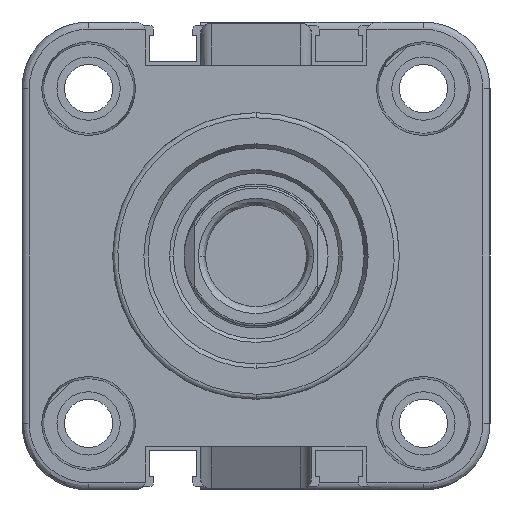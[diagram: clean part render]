
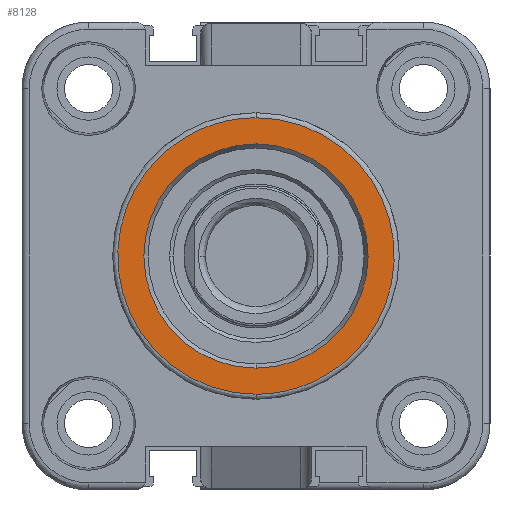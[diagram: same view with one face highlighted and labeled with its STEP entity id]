
A CAD part, front view. The second image highlights one B-rep face of the part: STEP entity #8128.
In plain terms, the highlighted face is planar.
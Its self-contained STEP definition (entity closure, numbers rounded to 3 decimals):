
#1909 = CARTESIAN_POINT ( 'NONE',  ( 274.95, 214.438, 288.466 ) ) ;
#1973 = EDGE_CURVE ( 'NONE', #11802, #13590, #9970, .T. ) ;
#2631 = EDGE_LOOP ( 'NONE', ( #3551, #5350 ) ) ;
#3102 = VERTEX_POINT ( 'NONE', #10917 ) ;
#3197 = FACE_BOUND ( 'NONE', #2631, .T. ) ;
#3408 = CARTESIAN_POINT ( 'NONE',  ( 274.95, 214.438, 272.889 ) ) ;
#3551 = ORIENTED_EDGE ( 'NONE', *, *, #6510, .F. ) ;
#4257 = CARTESIAN_POINT ( 'NONE',  ( 274.95, 214.438, 307.666 ) ) ;
#4650 = CARTESIAN_POINT ( 'NONE',  ( 274.95, 176.038, 269.266 ) ) ;
#5141 = AXIS2_PLACEMENT_3D ( 'NONE', #11830, #10912, #11870 ) ;
#5199 = CARTESIAN_POINT ( 'NONE',  ( 274.95, 252.838, 307.666 ) ) ;
#5340 = CARTESIAN_POINT ( 'NONE',  ( 274.95, 234.338, 288.466 ) ) ;
#5350 = ORIENTED_EDGE ( 'NONE', *, *, #9107, .F. ) ;
#5363 = EDGE_LOOP ( 'NONE', ( #10573, #10219 ) ) ;
#5921 = CARTESIAN_POINT ( 'NONE',  ( 274.95, 214.438, 307.666 ) ) ;
#6510 = EDGE_CURVE ( 'NONE', #10734, #3102, #13931, .T. ) ;
#6561 = DIRECTION ( 'NONE',  ( 0., 0., 1. ) ) ;
#6840 = CARTESIAN_POINT ( 'NONE',  ( 274.95, 176.038, 307.666 ) ) ;
#7584 = FACE_OUTER_BOUND ( 'NONE', #5363, .T. ) ;
#7611 =( BOUNDED_CURVE ( )  B_SPLINE_CURVE ( 3, ( #13326, #4650, #6840, #5921 ),
 .UNSPECIFIED., .F., .F. ) 
 B_SPLINE_CURVE_WITH_KNOTS ( ( 4, 4 ),
 ( 0., 1. ),
 .UNSPECIFIED. ) 
 CURVE ( )  GEOMETRIC_REPRESENTATION_ITEM ( )  RATIONAL_B_SPLINE_CURVE ( ( 1., 0.333, 0.333, 1. ) ) 
 REPRESENTATION_ITEM ( '' )  );
#8128 = ADVANCED_FACE ( 'NONE', ( #3197, #7584 ), #11979, .F. ) ;
#8716 = EDGE_CURVE ( 'NONE', #13590, #11802, #7611, .T. ) ;
#8898 = AXIS2_PLACEMENT_3D ( 'NONE', #5340, #13073, #6561 ) ;
#9107 = EDGE_CURVE ( 'NONE', #3102, #10734, #12039, .T. ) ;
#9412 = CARTESIAN_POINT ( 'NONE',  ( 274.95, 214.438, 269.266 ) ) ;
#9970 =( BOUNDED_CURVE ( )  B_SPLINE_CURVE ( 3, ( #4257, #5199, #10767, #10625 ),
 .UNSPECIFIED., .F., .F. ) 
 B_SPLINE_CURVE_WITH_KNOTS ( ( 4, 4 ),
 ( 0., 1. ),
 .UNSPECIFIED. ) 
 CURVE ( )  GEOMETRIC_REPRESENTATION_ITEM ( )  RATIONAL_B_SPLINE_CURVE ( ( 1., 0.333, 0.333, 1. ) ) 
 REPRESENTATION_ITEM ( '' )  );
#10219 = ORIENTED_EDGE ( 'NONE', *, *, #8716, .F. ) ;
#10573 = ORIENTED_EDGE ( 'NONE', *, *, #1973, .F. ) ;
#10592 = DIRECTION ( 'NONE',  ( 1., 0., 0. ) ) ;
#10616 = CARTESIAN_POINT ( 'NONE',  ( 274.95, 214.438, 307.666 ) ) ;
#10625 = CARTESIAN_POINT ( 'NONE',  ( 274.95, 214.438, 269.266 ) ) ;
#10734 = VERTEX_POINT ( 'NONE', #3408 ) ;
#10767 = CARTESIAN_POINT ( 'NONE',  ( 274.95, 252.838, 269.266 ) ) ;
#10912 = DIRECTION ( 'NONE',  ( 1., 0., 0. ) ) ;
#10917 = CARTESIAN_POINT ( 'NONE',  ( 274.95, 214.438, 304.043 ) ) ;
#11546 = AXIS2_PLACEMENT_3D ( 'NONE', #1909, #10592, #12942 ) ;
#11802 = VERTEX_POINT ( 'NONE', #10616 ) ;
#11830 = CARTESIAN_POINT ( 'NONE',  ( 274.95, 214.438, 288.466 ) ) ;
#11870 = DIRECTION ( 'NONE',  ( 0., 0., -1. ) ) ;
#11979 = PLANE ( 'NONE',  #8898 ) ;
#12039 = CIRCLE ( 'NONE', #5141, 15.577 ) ;
#12942 = DIRECTION ( 'NONE',  ( 0., 0., -1. ) ) ;
#13073 = DIRECTION ( 'NONE',  ( -1., 0., 0. ) ) ;
#13326 = CARTESIAN_POINT ( 'NONE',  ( 274.95, 214.438, 269.266 ) ) ;
#13590 = VERTEX_POINT ( 'NONE', #9412 ) ;
#13931 = CIRCLE ( 'NONE', #11546, 15.577 ) ;
